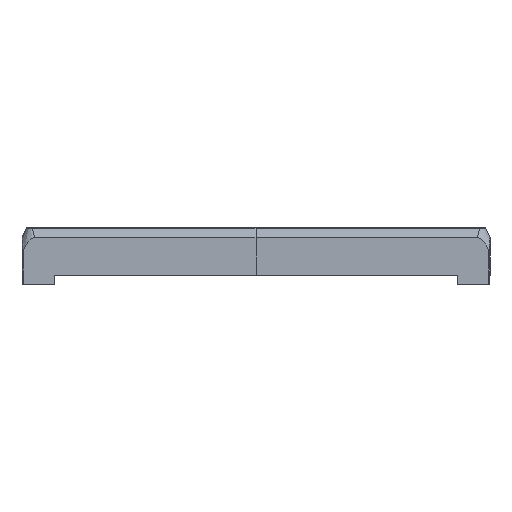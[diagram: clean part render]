
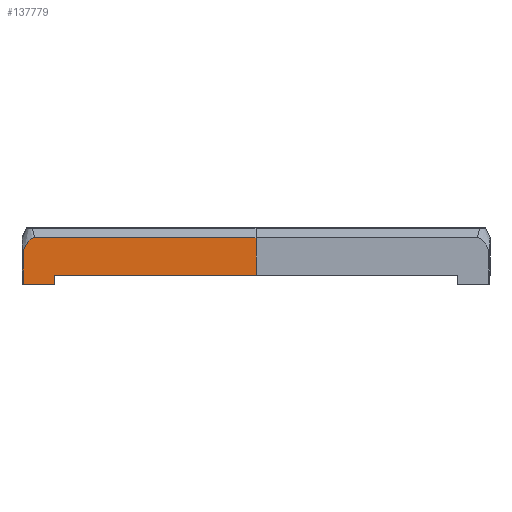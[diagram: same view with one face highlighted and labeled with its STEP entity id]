
A CAD part, front view. The second image highlights one B-rep face of the part: STEP entity #137779.
In plain terms, the highlighted planar face has unit normal (0, -1, 0).
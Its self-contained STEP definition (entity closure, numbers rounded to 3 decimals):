
#3456=B_SPLINE_CURVE_WITH_KNOTS('',3,(#191700,#191701,#191702,#191703,#191704,
#191705,#191706,#191707,#191708,#191709),.UNSPECIFIED.,.F.,.F.,(4,2,2,2,
4),(0.102,0.168,0.338,0.409,
0.472),.UNSPECIFIED.);
#5307=PLANE('',#145904);
#10899=FACE_OUTER_BOUND('',#19002,.T.);
#19002=EDGE_LOOP('',(#96039,#96040,#96041,#96042,#96043,#96044,#96045));
#28049=LINE('',#189756,#45092);
#28051=LINE('',#189761,#45094);
#28088=LINE('',#189834,#45131);
#28771=LINE('',#191775,#45814);
#28773=LINE('',#191778,#45816);
#28774=LINE('',#191779,#45817);
#45092=VECTOR('',#154838,10.);
#45094=VECTOR('',#154842,10.);
#45131=VECTOR('',#154889,10.);
#45814=VECTOR('',#155660,10.);
#45816=VECTOR('',#155664,10.);
#45817=VECTOR('',#155665,10.);
#62155=VERTEX_POINT('',#189742);
#62161=VERTEX_POINT('',#189754);
#62162=VERTEX_POINT('',#189758);
#62194=VERTEX_POINT('',#189832);
#62876=VERTEX_POINT('',#191698);
#62877=VERTEX_POINT('',#191699);
#62882=VERTEX_POINT('',#191774);
#74680=EDGE_CURVE('',#62161,#62155,#28049,.T.);
#74682=EDGE_CURVE('',#62162,#62161,#28051,.T.);
#74719=EDGE_CURVE('',#62194,#62162,#28088,.F.);
#75437=EDGE_CURVE('',#62876,#62877,#3456,.T.);
#75445=EDGE_CURVE('',#62877,#62882,#28771,.T.);
#75447=EDGE_CURVE('',#62155,#62876,#28773,.T.);
#75448=EDGE_CURVE('',#62882,#62194,#28774,.T.);
#96039=ORIENTED_EDGE('',*,*,#75437,.F.);
#96040=ORIENTED_EDGE('',*,*,#75447,.F.);
#96041=ORIENTED_EDGE('',*,*,#74680,.F.);
#96042=ORIENTED_EDGE('',*,*,#74682,.F.);
#96043=ORIENTED_EDGE('',*,*,#74719,.F.);
#96044=ORIENTED_EDGE('',*,*,#75448,.F.);
#96045=ORIENTED_EDGE('',*,*,#75445,.F.);
#137779=ADVANCED_FACE('',(#10899),#5307,.T.);
#145904=AXIS2_PLACEMENT_3D('',#191777,#155662,#155663);
#154838=DIRECTION('',(-1.,0.,0.));
#154842=DIRECTION('',(0.,0.,-1.));
#154889=DIRECTION('',(1.,0.,0.));
#155660=DIRECTION('',(1.,0.,0.));
#155662=DIRECTION('center_axis',(0.,-1.,
0.));
#155663=DIRECTION('ref_axis',(-1.,0.,0.));
#155664=DIRECTION('',(0.,0.,1.));
#155665=DIRECTION('',(0.,0.,-1.));
#189742=CARTESIAN_POINT('',(-41.021,-27.305,-9.982));
#189754=CARTESIAN_POINT('',(-35.56,-27.305,-9.982));
#189756=CARTESIAN_POINT('',(-41.275,-27.305,-9.982));
#189758=CARTESIAN_POINT('',(-35.56,-27.305,-8.382));
#189761=CARTESIAN_POINT('',(-35.56,-27.305,-8.382));
#189832=CARTESIAN_POINT('',(0.,-27.305,-8.382));
#189834=CARTESIAN_POINT('',(-10.16,-27.305,-8.382));
#191698=CARTESIAN_POINT('',(-41.021,-27.305,-3.864));
#191699=CARTESIAN_POINT('',(-39.066,-27.305,-1.778));
#191700=CARTESIAN_POINT('Ctrl Pts',(-41.021,-27.305,
-3.864));
#191701=CARTESIAN_POINT('Ctrl Pts',(-40.905,-27.305,
-3.647));
#191702=CARTESIAN_POINT('Ctrl Pts',(-40.787,-27.305,-3.433));
#191703=CARTESIAN_POINT('Ctrl Pts',(-40.371,-27.305,
-2.731));
#191704=CARTESIAN_POINT('Ctrl Pts',(-40.084,-27.305,
-2.328));
#191705=CARTESIAN_POINT('Ctrl Pts',(-39.67,-27.305,
-1.974));
#191706=CARTESIAN_POINT('Ctrl Pts',(-39.548,-27.305,
-1.896));
#191707=CARTESIAN_POINT('Ctrl Pts',(-39.305,-27.305,
-1.8));
#191708=CARTESIAN_POINT('Ctrl Pts',(-39.188,-27.305,
-1.778));
#191709=CARTESIAN_POINT('Ctrl Pts',(-39.066,-27.305,
-1.778));
#191774=CARTESIAN_POINT('',(0.,-27.305,-1.778));
#191775=CARTESIAN_POINT('',(-5.08,-27.305,-1.778));
#191777=CARTESIAN_POINT('Origin',(0.,-27.305,
0.));
#191778=CARTESIAN_POINT('',(-41.021,-27.305,0.));
#191779=CARTESIAN_POINT('',(0.,-27.305,0.));
